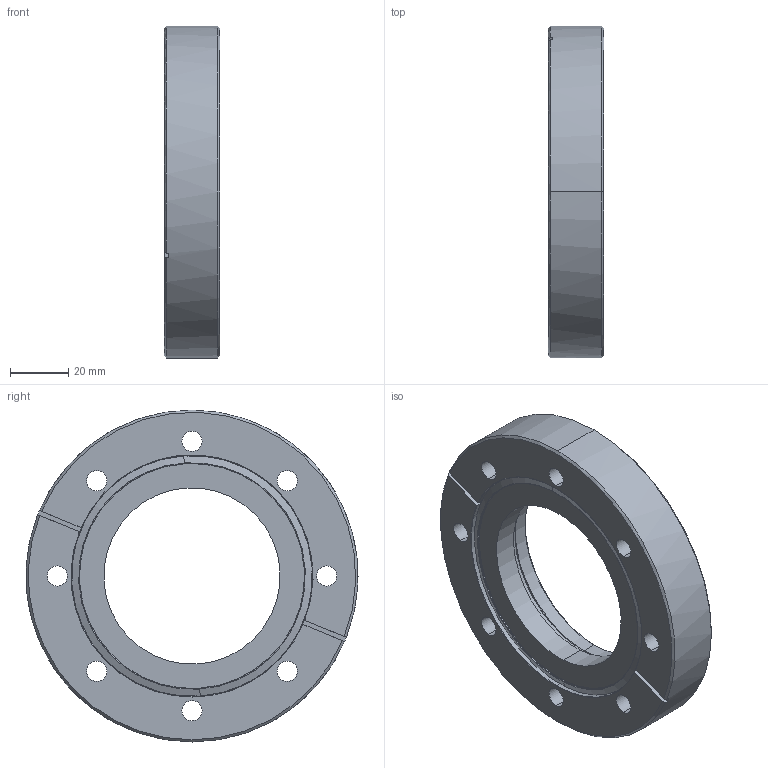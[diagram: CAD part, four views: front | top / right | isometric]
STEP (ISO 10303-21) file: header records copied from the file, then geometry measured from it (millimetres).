
FILE_DESCRIPTION (( 'STEP AP214' ), '1' );
FILE_NAME ('120021.STEP', '2024-02-10T14:17:31', ( '' ), ( '' ), 'SwSTEP 2.0', 'SolidWorks 2022', '' );
FILE_SCHEMA (( 'AUTOMOTIVE_DESIGN' ));
Length unit declared in the file: inch
Products named in the file (3): 920004; 120021; 910021
Assembly tree (2 placements, depth 2):
  120021
    920004
    910021
Bounding box: 19.05 x 113.54 x 113.54 mm (x, y, z)
Volume: 123673.1 mm3; surface area: 36880.5 mm2
Topology: 2 solids, 2 shells, 69 faces, 168 edges, 104 vertices
Faces by surface type: cylinder 30, cone 15, plane 13, torus 11
Entity records: 2479 total; most frequent: CARTESIAN_POINT 418, DIRECTION 409, ORIENTED_EDGE 336, AXIS2_PLACEMENT_3D 175, EDGE_CURVE 168, VERTEX_POINT 104, CIRCLE 101, EDGE_LOOP 90
